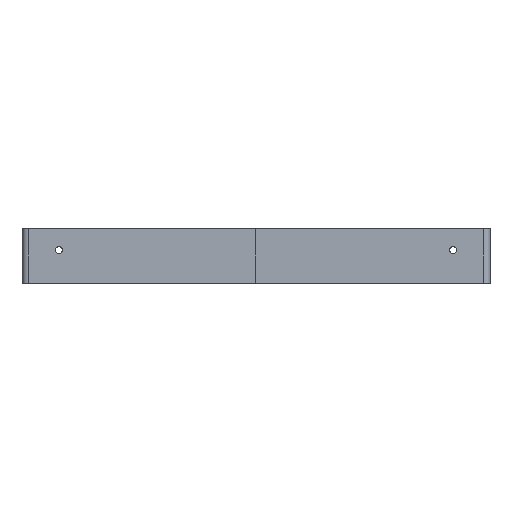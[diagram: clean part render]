
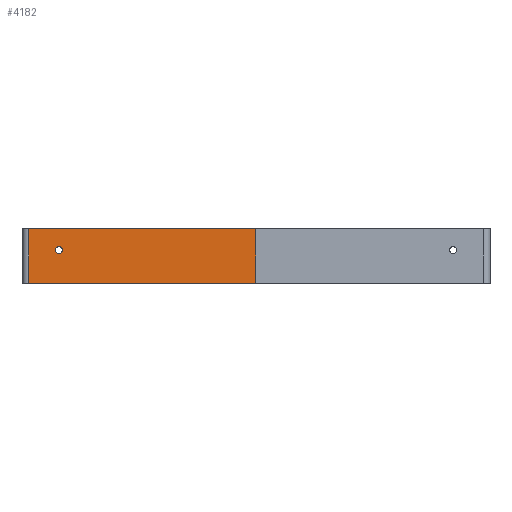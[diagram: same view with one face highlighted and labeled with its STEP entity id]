
A CAD part, left-side view. The second image highlights one B-rep face of the part: STEP entity #4182.
In plain terms, the highlighted planar face has unit normal (-1, 0, 0).
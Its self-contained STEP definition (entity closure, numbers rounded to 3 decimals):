
#3795=CARTESIAN_POINT('',(-80.,26.,29.75));
#3796=VERTEX_POINT('',#3795);
#3803=CARTESIAN_POINT('',(-80.,26.,5.));
#3804=VERTEX_POINT('',#3803);
#3805=CARTESIAN_POINT('',(-80.,26.,29.75));
#3806=DIRECTION('',(0.,0.,-1.));
#3807=VECTOR('',#3806,24.75);
#3808=LINE('',#3805,#3807);
#3809=EDGE_CURVE('',#3796,#3804,#3808,.T.);
#3975=CARTESIAN_POINT('',(-80.,129.,29.75));
#3976=VERTEX_POINT('',#3975);
#3984=CARTESIAN_POINT('',(-80.,129.,29.75));
#3985=DIRECTION('',(0.,-1.,0.));
#3986=VECTOR('',#3985,103.);
#3987=LINE('',#3984,#3986);
#3988=EDGE_CURVE('',#3976,#3796,#3987,.T.);
#4148=CARTESIAN_POINT('',(-80.,52.,30.));
#4149=DIRECTION('',(-1.,-0.,0.));
#4150=DIRECTION('',(-0.,1.,0.));
#4151=AXIS2_PLACEMENT_3D('',#4148,#4149,#4150);
#4152=PLANE('',#4151);
#4153=ORIENTED_EDGE('',*,*,#3809,.F.);
#4154=ORIENTED_EDGE('',*,*,#3988,.F.);
#4155=CARTESIAN_POINT('',(-80.,129.,5.));
#4156=VERTEX_POINT('',#4155);
#4157=CARTESIAN_POINT('',(-80.,129.,5.));
#4158=DIRECTION('',(-0.,-0.,1.));
#4159=VECTOR('',#4158,24.75);
#4160=LINE('',#4157,#4159);
#4161=EDGE_CURVE('',#4156,#3976,#4160,.T.);
#4162=ORIENTED_EDGE('',*,*,#4161,.F.);
#4163=CARTESIAN_POINT('',(-80.,129.,5.));
#4164=DIRECTION('',(0.,-1.,0.));
#4165=VECTOR('',#4164,103.);
#4166=LINE('',#4163,#4165);
#4167=EDGE_CURVE('',#4156,#3804,#4166,.T.);
#4168=ORIENTED_EDGE('',*,*,#4167,.T.);
#4169=EDGE_LOOP('',(#4153,#4154,#4162,#4168));
#4170=FACE_BOUND('',#4169,.T.);
#4171=CARTESIAN_POINT('',(-80.,116.9,20.));
#4172=VERTEX_POINT('',#4171);
#4173=CARTESIAN_POINT('',(-80.,115.3,20.));
#4174=DIRECTION('',(1.,0.,0.));
#4175=DIRECTION('',(-0.,1.,0.));
#4176=AXIS2_PLACEMENT_3D('',#4173,#4174,#4175);
#4177=CIRCLE('',#4176,1.6);
#4178=EDGE_CURVE('',#4172,#4172,#4177,.T.);
#4179=ORIENTED_EDGE('',*,*,#4178,.T.);
#4180=EDGE_LOOP('',(#4179));
#4181=FACE_BOUND('',#4180,.T.);
#4182=ADVANCED_FACE('',(#4170,#4181),#4152,.T.);
